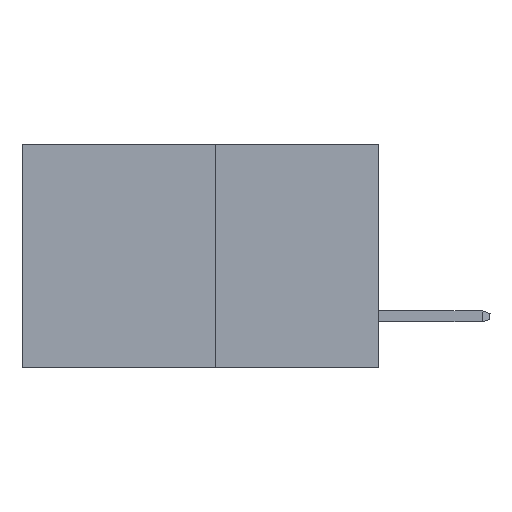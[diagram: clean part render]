
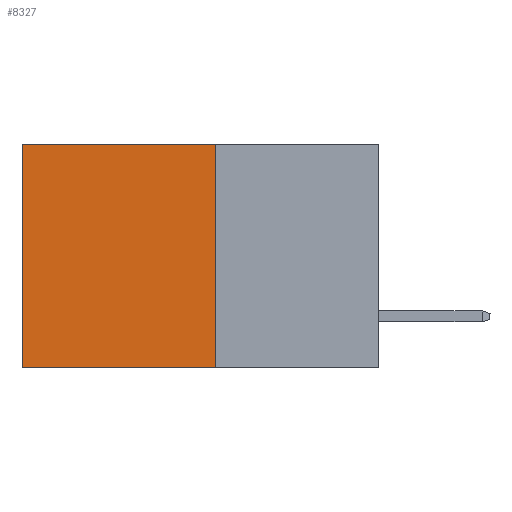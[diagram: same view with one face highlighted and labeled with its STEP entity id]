
A CAD part, left-side view. The second image highlights one B-rep face of the part: STEP entity #8327.
In plain terms, the highlighted planar face has unit normal (-1, 0, 0).
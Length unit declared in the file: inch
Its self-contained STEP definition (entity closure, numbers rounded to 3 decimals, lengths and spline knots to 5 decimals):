
#264 = DIRECTION ( 'NONE',  ( 0., 0., -1. ) ) ;
#565 = VERTEX_POINT ( 'NONE', #3942 ) ;
#953 = VECTOR ( 'NONE', #264, 39.37008 ) ;
#1172 = LINE ( 'NONE', #8535, #13590 ) ;
#1369 = CARTESIAN_POINT ( 'NONE',  ( 0.277, 0.27, -0.37 ) ) ;
#1410 = ORIENTED_EDGE ( 'NONE', *, *, #12211, .T. ) ;
#2756 = LINE ( 'NONE', #6160, #12035 ) ;
#2921 = VERTEX_POINT ( 'NONE', #1369 ) ;
#3177 = ORIENTED_EDGE ( 'NONE', *, *, #14264, .T. ) ;
#3942 = CARTESIAN_POINT ( 'NONE',  ( 0.277, 0.59, -0.37 ) ) ;
#4342 = LINE ( 'NONE', #5283, #953 ) ;
#4678 = DIRECTION ( 'NONE',  ( 0., 1., 0. ) ) ;
#4836 = CARTESIAN_POINT ( 'NONE',  ( 0.277, 0.59, 0. ) ) ;
#4965 = EDGE_CURVE ( 'NONE', #12264, #2921, #2756, .T. ) ;
#5283 = CARTESIAN_POINT ( 'NONE',  ( 0.277, 0.59, -0.37 ) ) ;
#6160 = CARTESIAN_POINT ( 'NONE',  ( 0.277, 0.27, -0.37 ) ) ;
#7089 = CARTESIAN_POINT ( 'NONE',  ( 0.277, 0.27, 0. ) ) ;
#7496 = VECTOR ( 'NONE', #4678, 39.37008 ) ;
#8327 = ADVANCED_FACE ( 'NONE', ( #14043 ), #14392, .F. ) ;
#8535 = CARTESIAN_POINT ( 'NONE',  ( 0.277, 0.27, -0.37 ) ) ;
#8622 = DIRECTION ( 'NONE',  ( 0., 0., -1. ) ) ;
#8881 = EDGE_LOOP ( 'NONE', ( #3177, #13351, #9513, #1410 ) ) ;
#8981 = VERTEX_POINT ( 'NONE', #4836 ) ;
#9513 = ORIENTED_EDGE ( 'NONE', *, *, #4965, .F. ) ;
#10674 = LINE ( 'NONE', #7089, #7496 ) ;
#10957 = DIRECTION ( 'NONE',  ( 0., 1., 0. ) ) ;
#12035 = VECTOR ( 'NONE', #13188, 39.37008 ) ;
#12211 = EDGE_CURVE ( 'NONE', #12264, #8981, #10674, .T. ) ;
#12264 = VERTEX_POINT ( 'NONE', #15391 ) ;
#13188 = DIRECTION ( 'NONE',  ( 0., 0., -1. ) ) ;
#13228 = CARTESIAN_POINT ( 'NONE',  ( 0.277, 0.27, -0.37 ) ) ;
#13351 = ORIENTED_EDGE ( 'NONE', *, *, #14020, .F. ) ;
#13590 = VECTOR ( 'NONE', #10957, 39.37008 ) ;
#14020 = EDGE_CURVE ( 'NONE', #2921, #565, #1172, .T. ) ;
#14043 = FACE_OUTER_BOUND ( 'NONE', #8881, .T. ) ;
#14264 = EDGE_CURVE ( 'NONE', #8981, #565, #4342, .T. ) ;
#14392 = PLANE ( 'NONE',  #14885 ) ;
#14885 = AXIS2_PLACEMENT_3D ( 'NONE', #13228, #15557, #8622 ) ;
#15391 = CARTESIAN_POINT ( 'NONE',  ( 0.277, 0.27, 0. ) ) ;
#15557 = DIRECTION ( 'NONE',  ( 1., 0., 0. ) ) ;
